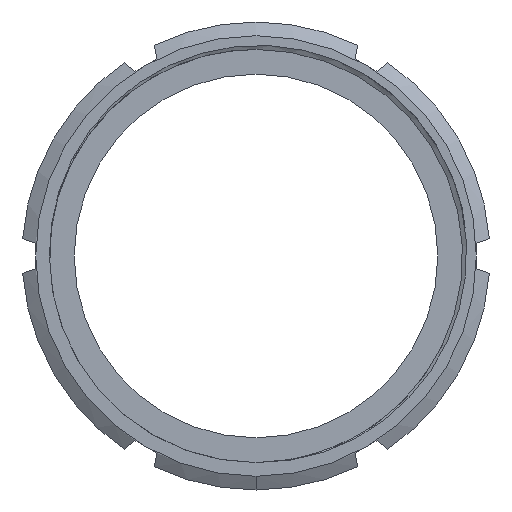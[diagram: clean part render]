
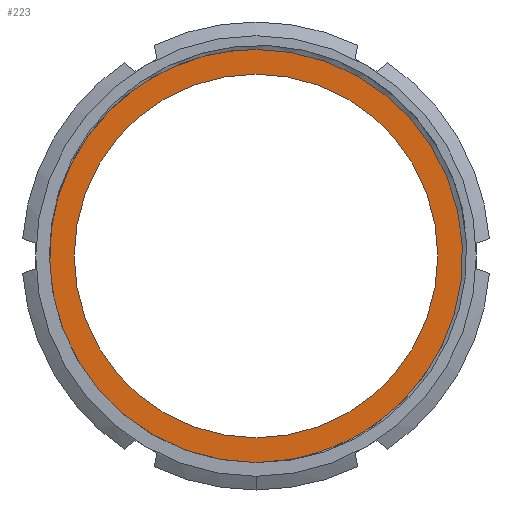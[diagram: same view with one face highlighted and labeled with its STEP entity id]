
A CAD part, left-side view. The second image highlights one B-rep face of the part: STEP entity #223.
In plain terms, the highlighted planar face has unit normal (-1, 0, 0).
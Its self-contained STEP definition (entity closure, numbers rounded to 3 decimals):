
#2 = CARTESIAN_POINT ( 'NONE',  ( 10.5, 0., 0. ) ) ;
#78 = CIRCLE ( 'NONE', #2817, 67.117 ) ;
#109 = EDGE_CURVE ( 'NONE', #2189, #2659, #78, .T. ) ;
#179 = VERTEX_POINT ( 'NONE', #1286 ) ;
#181 = EDGE_CURVE ( 'NONE', #179, #1035, #576, .T. ) ;
#223 = ADVANCED_FACE ( 'NONE', ( #787, #3557 ), #2426, .F. ) ;
#255 = DIRECTION ( 'NONE',  ( -1., 0., 0. ) ) ;
#318 = DIRECTION ( 'NONE',  ( -1., 0., 0. ) ) ;
#355 = CARTESIAN_POINT ( 'NONE',  ( 10.5, 0., 0. ) ) ;
#385 = CARTESIAN_POINT ( 'NONE',  ( 10.5, 0., 57.5 ) ) ;
#576 = CIRCLE ( 'NONE', #1017, 57.5 ) ;
#606 = DIRECTION ( 'NONE',  ( 1., 0., 0. ) ) ;
#787 = FACE_BOUND ( 'NONE', #2943, .T. ) ;
#1001 = CARTESIAN_POINT ( 'NONE',  ( 10.5, 0., 67.117 ) ) ;
#1017 = AXIS2_PLACEMENT_3D ( 'NONE', #1877, #2480, #1543 ) ;
#1035 = VERTEX_POINT ( 'NONE', #385 ) ;
#1286 = CARTESIAN_POINT ( 'NONE',  ( 10.5, 0., -57.5 ) ) ;
#1509 = AXIS2_PLACEMENT_3D ( 'NONE', #2349, #606, #3008 ) ;
#1543 = DIRECTION ( 'NONE',  ( 0., 0., 1. ) ) ;
#1682 = AXIS2_PLACEMENT_3D ( 'NONE', #2, #3002, #2962 ) ;
#1877 = CARTESIAN_POINT ( 'NONE',  ( 10.5, 0., 0. ) ) ;
#2132 = CARTESIAN_POINT ( 'NONE',  ( 10.5, 0., 0. ) ) ;
#2189 = VERTEX_POINT ( 'NONE', #2711 ) ;
#2306 = CIRCLE ( 'NONE', #1682, 67.117 ) ;
#2349 = CARTESIAN_POINT ( 'NONE',  ( 10.5, 57.5, 0. ) ) ;
#2395 = DIRECTION ( 'NONE',  ( 0., 0., 1. ) ) ;
#2426 = PLANE ( 'NONE',  #1509 ) ;
#2480 = DIRECTION ( 'NONE',  ( -1., 0., 0. ) ) ;
#2659 = VERTEX_POINT ( 'NONE', #1001 ) ;
#2711 = CARTESIAN_POINT ( 'NONE',  ( 10.5, 0., -67.117 ) ) ;
#2817 = AXIS2_PLACEMENT_3D ( 'NONE', #2132, #255, #2395 ) ;
#2833 = ORIENTED_EDGE ( 'NONE', *, *, #109, .T. ) ;
#2922 = AXIS2_PLACEMENT_3D ( 'NONE', #355, #318, #3607 ) ;
#2943 = EDGE_LOOP ( 'NONE', ( #3201, #3493 ) ) ;
#2962 = DIRECTION ( 'NONE',  ( 0., 0., 1. ) ) ;
#3002 = DIRECTION ( 'NONE',  ( -1., 0., 0. ) ) ;
#3008 = DIRECTION ( 'NONE',  ( 0., 0., -1. ) ) ;
#3105 = EDGE_CURVE ( 'NONE', #2659, #2189, #2306, .T. ) ;
#3144 = EDGE_CURVE ( 'NONE', #1035, #179, #3553, .T. ) ;
#3180 = ORIENTED_EDGE ( 'NONE', *, *, #3105, .T. ) ;
#3201 = ORIENTED_EDGE ( 'NONE', *, *, #3144, .F. ) ;
#3475 = EDGE_LOOP ( 'NONE', ( #3180, #2833 ) ) ;
#3493 = ORIENTED_EDGE ( 'NONE', *, *, #181, .F. ) ;
#3553 = CIRCLE ( 'NONE', #2922, 57.5 ) ;
#3557 = FACE_OUTER_BOUND ( 'NONE', #3475, .T. ) ;
#3607 = DIRECTION ( 'NONE',  ( 0., 0., 1. ) ) ;
